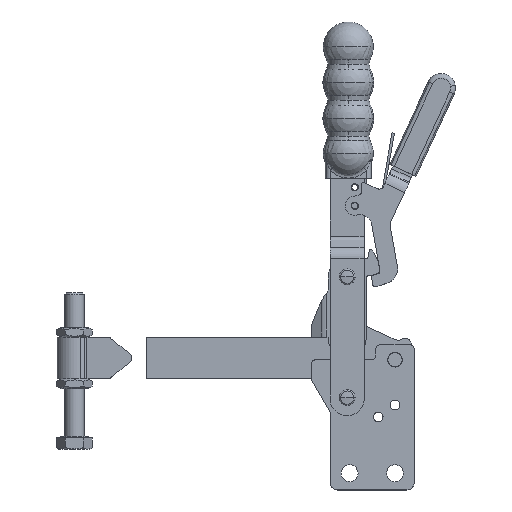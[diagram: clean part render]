
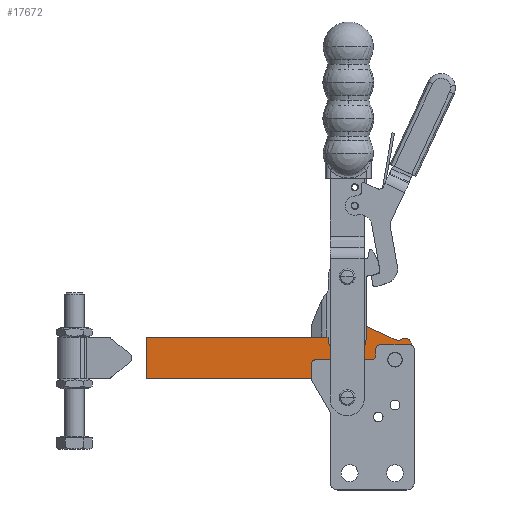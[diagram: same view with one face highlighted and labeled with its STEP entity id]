
A CAD part, top view. The second image highlights one B-rep face of the part: STEP entity #17672.
In plain terms, the highlighted planar face has unit normal (0, 0, 1).
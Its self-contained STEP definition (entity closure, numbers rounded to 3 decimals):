
#17446=CARTESIAN_POINT('',(3.936,44.741,9.));
#17447=VERTEX_POINT('',#17446);
#17463=CARTESIAN_POINT('',(9.935,44.786,9.));
#17464=VERTEX_POINT('',#17463);
#17471=CARTESIAN_POINT('',(6.935,44.763,9.));
#17472=DIRECTION('',(0.0,0.0,1.));
#17473=DIRECTION('',(-1.,-0.007,0.0));
#17474=AXIS2_PLACEMENT_3D('',#17471,#17472,#17473);
#17475=CIRCLE('',#17474,3.);
#17476=EDGE_CURVE('',#17464,#17447,#17475,.T.);
#17488=CARTESIAN_POINT('',(24.,36.191,9.));
#17489=VERTEX_POINT('',#17488);
#17505=CARTESIAN_POINT('',(30.,36.236,9.));
#17506=VERTEX_POINT('',#17505);
#17513=CARTESIAN_POINT('',(27.0,36.213,9.));
#17514=DIRECTION('',(0.0,0.0,1.));
#17515=DIRECTION('',(-1.,-0.007,0.0));
#17516=AXIS2_PLACEMENT_3D('',#17513,#17514,#17515);
#17517=CIRCLE('',#17516,3.);
#17518=EDGE_CURVE('',#17506,#17489,#17517,.T.);
#17529=CARTESIAN_POINT('',(27.0,36.213,9.));
#17530=DIRECTION('',(0.0,0.0,1.));
#17531=DIRECTION('',(-1.,-0.007,0.0));
#17532=AXIS2_PLACEMENT_3D('',#17529,#17530,#17531);
#17533=CIRCLE('',#17532,3.);
#17534=EDGE_CURVE('',#17489,#17506,#17533,.T.);
#17553=CARTESIAN_POINT('',(6.935,44.763,9.));
#17554=DIRECTION('',(0.0,0.0,1.));
#17555=DIRECTION('',(-1.,-0.007,0.0));
#17556=AXIS2_PLACEMENT_3D('',#17553,#17554,#17555);
#17557=CIRCLE('',#17556,3.);
#17558=EDGE_CURVE('',#17447,#17464,#17557,.T.);
#17571=CARTESIAN_POINT('',(-21.537,37.274,9.));
#17572=DIRECTION('',(0.0,0.0,1.0));
#17573=DIRECTION('',(1.,0.007,0.0));
#17574=AXIS2_PLACEMENT_3D('',#17571,#17572,#17573);
#17575=PLANE('',#17574);
#17576=CARTESIAN_POINT('',(-76.937,27.435,9.));
#17577=VERTEX_POINT('',#17576);
#17578=CARTESIAN_POINT('',(-77.068,44.935,9.));
#17579=VERTEX_POINT('',#17578);
#17580=CARTESIAN_POINT('',(-76.937,27.435,9.));
#17581=DIRECTION('',(-0.007,1.,0.0));
#17582=VECTOR('',#17581,17.5);
#17583=LINE('',#17580,#17582);
#17584=EDGE_CURVE('',#17577,#17579,#17583,.T.);
#17585=ORIENTED_EDGE('',*,*,#17584,.F.);
#17586=CARTESIAN_POINT('',(29.757,28.234,9.));
#17587=VERTEX_POINT('',#17586);
#17588=CARTESIAN_POINT('',(29.757,28.234,9.));
#17589=DIRECTION('',(-1.,-0.007,0.));
#17590=VECTOR('',#17589,106.697);
#17591=LINE('',#17588,#17590);
#17592=EDGE_CURVE('',#17587,#17577,#17591,.T.);
#17593=ORIENTED_EDGE('',*,*,#17592,.F.);
#17594=CARTESIAN_POINT('',(34.626,32.27,9.));
#17595=VERTEX_POINT('',#17594);
#17596=CARTESIAN_POINT('',(29.719,33.234,9.));
#17597=DIRECTION('',(0.,0.,-1.0));
#17598=DIRECTION('',(0.007,-1.,0.));
#17599=AXIS2_PLACEMENT_3D('',#17596,#17597,#17598);
#17600=CIRCLE('',#17599,5.0);
#17601=EDGE_CURVE('',#17595,#17587,#17600,.T.);
#17602=ORIENTED_EDGE('',*,*,#17601,.F.);
#17603=CARTESIAN_POINT('',(33.495,43.737,9.));
#17604=VERTEX_POINT('',#17603);
#17605=CARTESIAN_POINT('',(15.,36.124,9.));
#17606=DIRECTION('',(0.,0.,-1.0));
#17607=DIRECTION('',(0.981,-0.193,0.));
#17608=AXIS2_PLACEMENT_3D('',#17605,#17606,#17607);
#17609=CIRCLE('',#17608,20.0);
#17610=EDGE_CURVE('',#17604,#17595,#17609,.T.);
#17611=ORIENTED_EDGE('',*,*,#17610,.F.);
#17612=CARTESIAN_POINT('',(29.829,44.887,9.));
#17613=VERTEX_POINT('',#17612);
#17614=CARTESIAN_POINT('',(31.183,42.785,9.));
#17615=DIRECTION('',(0.,0.,-1.));
#17616=DIRECTION('',(0.925,0.381,0.));
#17617=AXIS2_PLACEMENT_3D('',#17614,#17615,#17616);
#17618=CIRCLE('',#17617,2.5);
#17619=EDGE_CURVE('',#17613,#17604,#17618,.T.);
#17620=ORIENTED_EDGE('',*,*,#17619,.F.);
#17621=CARTESIAN_POINT('',(26.957,44.68,9.));
#17622=VERTEX_POINT('',#17621);
#17623=CARTESIAN_POINT('',(28.205,47.409,9.));
#17624=DIRECTION('',(0.,0.,1.));
#17625=DIRECTION('',(0.416,0.909,0.));
#17626=AXIS2_PLACEMENT_3D('',#17623,#17624,#17625);
#17627=CIRCLE('',#17626,3.0);
#17628=EDGE_CURVE('',#17622,#17613,#17627,.T.);
#17629=ORIENTED_EDGE('',*,*,#17628,.F.);
#17630=CARTESIAN_POINT('',(10.366,52.266,9.));
#17631=VERTEX_POINT('',#17630);
#17632=CARTESIAN_POINT('',(10.366,52.266,9.));
#17633=DIRECTION('',(0.909,-0.416,0.));
#17634=VECTOR('',#17633,18.243);
#17635=LINE('',#17632,#17634);
#17636=EDGE_CURVE('',#17631,#17622,#17635,.T.);
#17637=ORIENTED_EDGE('',*,*,#17636,.F.);
#17638=CARTESIAN_POINT('',(-1.017,46.958,9.0));
#17639=VERTEX_POINT('',#17638);
#17640=CARTESIAN_POINT('',(6.935,44.763,9.));
#17641=DIRECTION('',(0.,0.,-1.));
#17642=DIRECTION('',(0.416,0.909,0.));
#17643=AXIS2_PLACEMENT_3D('',#17640,#17641,#17642);
#17644=CIRCLE('',#17643,8.25);
#17645=EDGE_CURVE('',#17639,#17631,#17644,.T.);
#17646=ORIENTED_EDGE('',*,*,#17645,.F.);
#17647=CARTESIAN_POINT('',(-2.93,45.49,9.0));
#17648=VERTEX_POINT('',#17647);
#17649=CARTESIAN_POINT('',(-2.945,47.49,9.0));
#17650=DIRECTION('',(0.,0.,1.0));
#17651=DIRECTION('',(-0.007,1.,0.));
#17652=AXIS2_PLACEMENT_3D('',#17649,#17650,#17651);
#17653=CIRCLE('',#17652,2.0);
#17654=EDGE_CURVE('',#17648,#17639,#17653,.T.);
#17655=ORIENTED_EDGE('',*,*,#17654,.F.);
#17656=CARTESIAN_POINT('',(-77.068,44.935,9.));
#17657=DIRECTION('',(1.,0.007,0.));
#17658=VECTOR('',#17657,74.14);
#17659=LINE('',#17656,#17658);
#17660=EDGE_CURVE('',#17579,#17648,#17659,.T.);
#17661=ORIENTED_EDGE('',*,*,#17660,.F.);
#17662=EDGE_LOOP('',(#17585,#17593,#17602,#17611,#17620,#17629,#17637,#17646,#17655,#17661));
#17663=FACE_OUTER_BOUND('',#17662,.T.);
#17664=ORIENTED_EDGE('',*,*,#17518,.F.);
#17665=ORIENTED_EDGE('',*,*,#17534,.F.);
#17666=EDGE_LOOP('',(#17664,#17665));
#17667=FACE_BOUND('',#17666,.T.);
#17668=ORIENTED_EDGE('',*,*,#17476,.F.);
#17669=ORIENTED_EDGE('',*,*,#17558,.F.);
#17670=EDGE_LOOP('',(#17668,#17669));
#17671=FACE_BOUND('',#17670,.T.);
#17672=ADVANCED_FACE('',(#17663,#17667,#17671),#17575,.T.);
